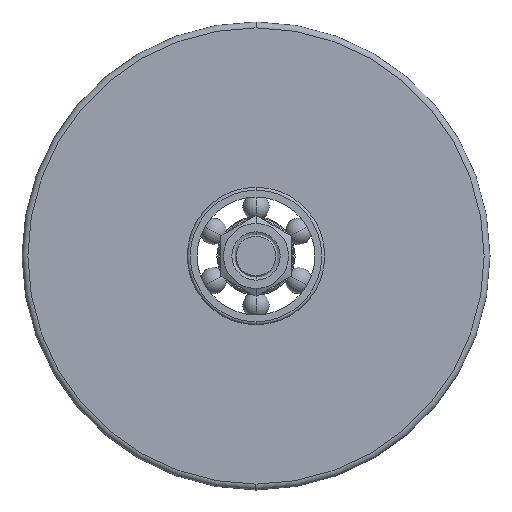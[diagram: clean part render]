
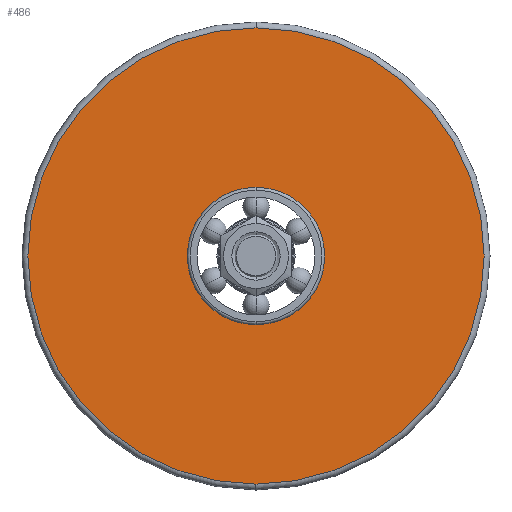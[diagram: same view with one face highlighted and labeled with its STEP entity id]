
A CAD part, left-side view. The second image highlights one B-rep face of the part: STEP entity #486.
In plain terms, the highlighted planar face has unit normal (-1, 0, 0).
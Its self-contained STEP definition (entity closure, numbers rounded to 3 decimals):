
#422 = DIRECTION ( 'NONE',  ( -1., 0., 0. ) ) ;
#426 = EDGE_CURVE ( 'NONE', #6584, #5010, #1596, .T. ) ;
#427 = DIRECTION ( 'NONE',  ( 1., 0., 0. ) ) ;
#486 = ADVANCED_FACE ( 'NONE', ( #6628, #2339 ), #1675, .T. ) ;
#954 = CIRCLE ( 'NONE', #5477, 23.5 ) ;
#1043 = CARTESIAN_POINT ( 'NONE',  ( -16., 0., -23.5 ) ) ;
#1086 = ORIENTED_EDGE ( 'NONE', *, *, #3332, .T. ) ;
#1306 = CIRCLE ( 'NONE', #1693, 78. ) ;
#1458 = EDGE_CURVE ( 'NONE', #5010, #6584, #954, .T. ) ;
#1596 = CIRCLE ( 'NONE', #6892, 23.5 ) ;
#1675 = PLANE ( 'NONE',  #4844 ) ;
#1693 = AXIS2_PLACEMENT_3D ( 'NONE', #7388, #4862, #1811 ) ;
#1811 = DIRECTION ( 'NONE',  ( 0., 0., 1. ) ) ;
#2305 = DIRECTION ( 'NONE',  ( 0., 0., -1. ) ) ;
#2339 = FACE_OUTER_BOUND ( 'NONE', #3189, .T. ) ;
#2469 = AXIS2_PLACEMENT_3D ( 'NONE', #4586, #7034, #3966 ) ;
#2652 = CARTESIAN_POINT ( 'NONE',  ( -16., 0., 0. ) ) ;
#2789 = ORIENTED_EDGE ( 'NONE', *, *, #1458, .T. ) ;
#3082 = VERTEX_POINT ( 'NONE', #3977 ) ;
#3189 = EDGE_LOOP ( 'NONE', ( #7406, #1086 ) ) ;
#3320 = EDGE_CURVE ( 'NONE', #3082, #4459, #3501, .T. ) ;
#3332 = EDGE_CURVE ( 'NONE', #4459, #3082, #1306, .T. ) ;
#3365 = CARTESIAN_POINT ( 'NONE',  ( -16., 0., 0. ) ) ;
#3501 = CIRCLE ( 'NONE', #2469, 78. ) ;
#3966 = DIRECTION ( 'NONE',  ( 0., 0., 1. ) ) ;
#3977 = CARTESIAN_POINT ( 'NONE',  ( -16., 0., 78. ) ) ;
#4160 = DIRECTION ( 'NONE',  ( 1., 0., 0. ) ) ;
#4459 = VERTEX_POINT ( 'NONE', #6446 ) ;
#4586 = CARTESIAN_POINT ( 'NONE',  ( -16., 0., 0. ) ) ;
#4711 = DIRECTION ( 'NONE',  ( 0., 0., -1. ) ) ;
#4844 = AXIS2_PLACEMENT_3D ( 'NONE', #6674, #422, #6546 ) ;
#4862 = DIRECTION ( 'NONE',  ( -1., 0., 0. ) ) ;
#5010 = VERTEX_POINT ( 'NONE', #7951 ) ;
#5477 = AXIS2_PLACEMENT_3D ( 'NONE', #3365, #427, #4711 ) ;
#5556 = EDGE_LOOP ( 'NONE', ( #7677, #2789 ) ) ;
#6446 = CARTESIAN_POINT ( 'NONE',  ( -16., 0., -78. ) ) ;
#6546 = DIRECTION ( 'NONE',  ( 0., 0., 1. ) ) ;
#6584 = VERTEX_POINT ( 'NONE', #1043 ) ;
#6628 = FACE_BOUND ( 'NONE', #5556, .T. ) ;
#6674 = CARTESIAN_POINT ( 'NONE',  ( -16., 0., 80. ) ) ;
#6892 = AXIS2_PLACEMENT_3D ( 'NONE', #2652, #4160, #2305 ) ;
#7034 = DIRECTION ( 'NONE',  ( -1., 0., 0. ) ) ;
#7388 = CARTESIAN_POINT ( 'NONE',  ( -16., 0., 0. ) ) ;
#7406 = ORIENTED_EDGE ( 'NONE', *, *, #3320, .T. ) ;
#7677 = ORIENTED_EDGE ( 'NONE', *, *, #426, .T. ) ;
#7951 = CARTESIAN_POINT ( 'NONE',  ( -16., 0., 23.5 ) ) ;
